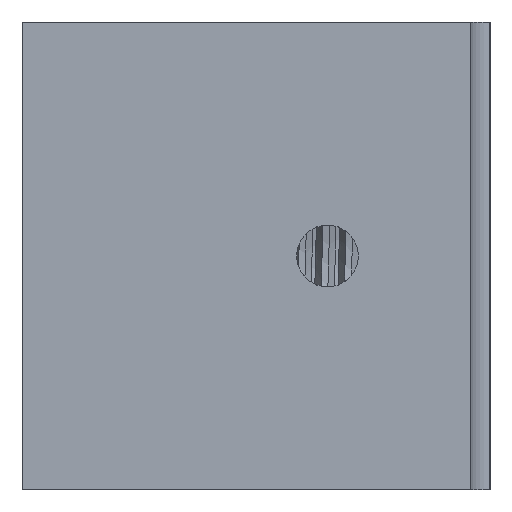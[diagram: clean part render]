
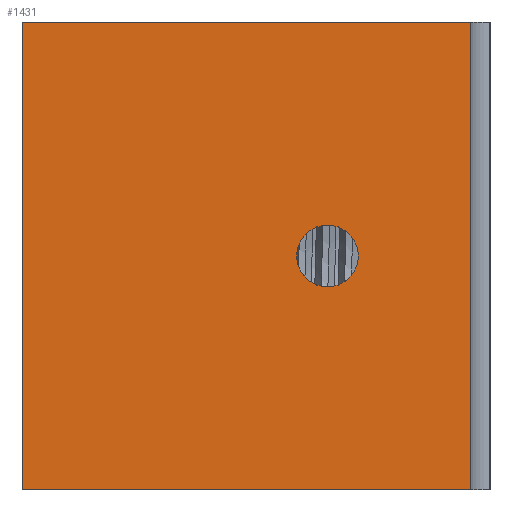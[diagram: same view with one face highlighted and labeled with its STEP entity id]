
A CAD part, left-side view. The second image highlights one B-rep face of the part: STEP entity #1431.
In plain terms, the highlighted planar face has unit normal (-1, 0, 0).
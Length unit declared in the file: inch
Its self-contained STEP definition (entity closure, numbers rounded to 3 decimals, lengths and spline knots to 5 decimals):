
#126=FACE_BOUND('',#328,.T.);
#159=PLANE('',#1551);
#239=FACE_OUTER_BOUND('',#327,.T.);
#327=EDGE_LOOP('',(#1270,#1271,#1272,#1273));
#328=EDGE_LOOP('',(#1274,#1275));
#416=LINE('',#5793,#504);
#420=LINE('',#5803,#508);
#421=LINE('',#5805,#509);
#422=LINE('',#5806,#510);
#504=VECTOR('',#1829,0.3937);
#508=VECTOR('',#1837,0.3937);
#509=VECTOR('',#1838,0.3937);
#510=VECTOR('',#1839,0.3937);
#533=CIRCLE('',#1516,0.095);
#534=CIRCLE('',#1517,0.095);
#648=VERTEX_POINT('',#3418);
#649=VERTEX_POINT('',#3419);
#679=VERTEX_POINT('',#5790);
#680=VERTEX_POINT('',#5792);
#684=VERTEX_POINT('',#5802);
#685=VERTEX_POINT('',#5804);
#820=EDGE_CURVE('',#648,#649,#533,.T.);
#821=EDGE_CURVE('',#649,#648,#534,.T.);
#881=EDGE_CURVE('',#679,#680,#416,.T.);
#886=EDGE_CURVE('',#684,#679,#420,.T.);
#887=EDGE_CURVE('',#685,#684,#421,.T.);
#888=EDGE_CURVE('',#680,#685,#422,.T.);
#1270=ORIENTED_EDGE('',*,*,#886,.F.);
#1271=ORIENTED_EDGE('',*,*,#887,.F.);
#1272=ORIENTED_EDGE('',*,*,#888,.F.);
#1273=ORIENTED_EDGE('',*,*,#881,.F.);
#1274=ORIENTED_EDGE('',*,*,#820,.T.);
#1275=ORIENTED_EDGE('',*,*,#821,.T.);
#1431=ADVANCED_FACE('',(#239,#126),#159,.T.);
#1516=AXIS2_PLACEMENT_3D('',#3420,#1752,#1753);
#1517=AXIS2_PLACEMENT_3D('',#3421,#1754,#1755);
#1551=AXIS2_PLACEMENT_3D('',#5801,#1835,#1836);
#1752=DIRECTION('center_axis',(1.,0.,0.));
#1753=DIRECTION('ref_axis',(0.,-1.,0.));
#1754=DIRECTION('center_axis',(1.,0.,0.));
#1755=DIRECTION('ref_axis',(0.,-1.,0.));
#1829=DIRECTION('',(0.,1.,0.));
#1835=DIRECTION('center_axis',(-1.,0.,0.));
#1836=DIRECTION('ref_axis',(0.,-1.,0.));
#1837=DIRECTION('',(0.,0.,-1.));
#1838=DIRECTION('',(0.,-1.,0.));
#1839=DIRECTION('',(0.,0.,1.));
#3418=CARTESIAN_POINT('',(-5.,-0.315,0.));
#3419=CARTESIAN_POINT('',(-5.,-0.125,0.));
#3420=CARTESIAN_POINT('Origin',(-5.,-0.22,0.));
#3421=CARTESIAN_POINT('Origin',(-5.,-0.22,0.));
#5790=CARTESIAN_POINT('',(-5.,-0.66,-0.72));
#5792=CARTESIAN_POINT('',(-5.,0.72,-0.72));
#5793=CARTESIAN_POINT('',(-5.,-0.72,-0.72));
#5801=CARTESIAN_POINT('Origin',(-5.,0.72,0.));
#5802=CARTESIAN_POINT('',(-5.,-0.66,0.72));
#5803=CARTESIAN_POINT('',(-5.,-0.66,0.));
#5804=CARTESIAN_POINT('',(-5.,0.72,0.72));
#5805=CARTESIAN_POINT('',(-5.,-0.72,0.72));
#5806=CARTESIAN_POINT('',(-5.,0.72,0.));
